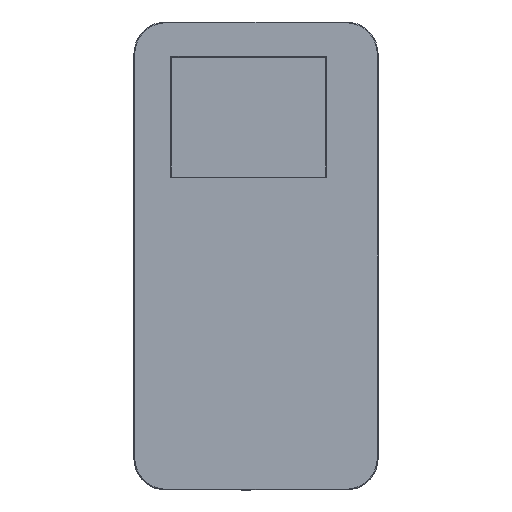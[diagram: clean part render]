
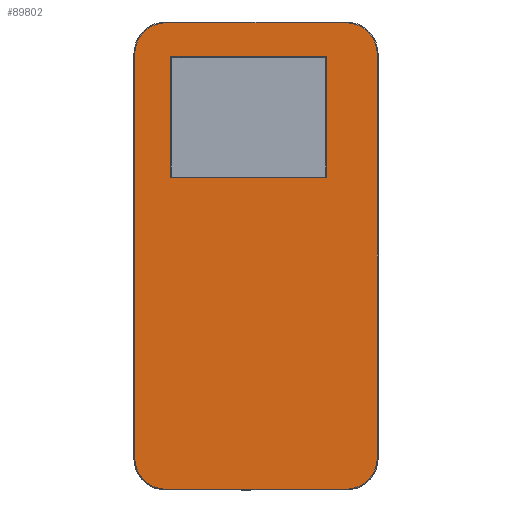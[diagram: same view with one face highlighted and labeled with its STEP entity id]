
A CAD part, front view. The second image highlights one B-rep face of the part: STEP entity #89802.
In plain terms, the highlighted planar face has unit normal (0, -1, 0).
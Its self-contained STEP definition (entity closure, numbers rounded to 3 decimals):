
#4019=FACE_BOUND('',#14649,.T.);
#5288=CIRCLE('',#95879,9.75);
#5289=CIRCLE('',#95880,9.75);
#5290=CIRCLE('',#95881,9.75);
#5291=CIRCLE('',#95882,9.75);
#9201=FACE_OUTER_BOUND('',#14648,.T.);
#14648=EDGE_LOOP('',(#72449,#72450,#72451,#72452,#72453,#72454,#72455,#72456));
#14649=EDGE_LOOP('',(#72457,#72458,#72459,#72460));
#22265=LINE('',#169333,#31448);
#22271=LINE('',#169345,#31454);
#22348=LINE('',#169651,#31531);
#22351=LINE('',#169656,#31534);
#22354=LINE('',#169663,#31537);
#22355=LINE('',#169667,#31538);
#22356=LINE('',#169671,#31539);
#22357=LINE('',#169675,#31540);
#31448=VECTOR('',#112114,10.);
#31454=VECTOR('',#112124,10.);
#31531=VECTOR('',#112393,10.);
#31534=VECTOR('',#112398,10.);
#31537=VECTOR('',#112405,10.);
#31538=VECTOR('',#112408,10.);
#31539=VECTOR('',#112411,10.);
#31540=VECTOR('',#112414,10.);
#40215=VERTEX_POINT('',#169326);
#40218=VERTEX_POINT('',#169331);
#40222=VERTEX_POINT('',#169343);
#40309=VERTEX_POINT('',#169650);
#40311=VERTEX_POINT('',#169661);
#40312=VERTEX_POINT('',#169662);
#40313=VERTEX_POINT('',#169664);
#40314=VERTEX_POINT('',#169666);
#40315=VERTEX_POINT('',#169668);
#40316=VERTEX_POINT('',#169670);
#40317=VERTEX_POINT('',#169672);
#40318=VERTEX_POINT('',#169674);
#51177=EDGE_CURVE('',#40218,#40215,#22265,.T.);
#51183=EDGE_CURVE('',#40222,#40218,#22271,.T.);
#51314=EDGE_CURVE('',#40215,#40309,#22348,.T.);
#51317=EDGE_CURVE('',#40309,#40222,#22351,.T.);
#51320=EDGE_CURVE('',#40311,#40312,#22354,.T.);
#51321=EDGE_CURVE('',#40313,#40311,#5288,.T.);
#51322=EDGE_CURVE('',#40314,#40313,#22355,.T.);
#51323=EDGE_CURVE('',#40315,#40314,#5289,.T.);
#51324=EDGE_CURVE('',#40316,#40315,#22356,.T.);
#51325=EDGE_CURVE('',#40317,#40316,#5290,.T.);
#51326=EDGE_CURVE('',#40318,#40317,#22357,.T.);
#51327=EDGE_CURVE('',#40312,#40318,#5291,.T.);
#72449=ORIENTED_EDGE('',*,*,#51320,.F.);
#72450=ORIENTED_EDGE('',*,*,#51321,.F.);
#72451=ORIENTED_EDGE('',*,*,#51322,.F.);
#72452=ORIENTED_EDGE('',*,*,#51323,.F.);
#72453=ORIENTED_EDGE('',*,*,#51324,.F.);
#72454=ORIENTED_EDGE('',*,*,#51325,.F.);
#72455=ORIENTED_EDGE('',*,*,#51326,.F.);
#72456=ORIENTED_EDGE('',*,*,#51327,.F.);
#72457=ORIENTED_EDGE('',*,*,#51183,.F.);
#72458=ORIENTED_EDGE('',*,*,#51317,.F.);
#72459=ORIENTED_EDGE('',*,*,#51314,.F.);
#72460=ORIENTED_EDGE('',*,*,#51177,.F.);
#82062=PLANE('',#95878);
#89802=ADVANCED_FACE('',(#9201,#4019),#82062,.T.);
#95878=AXIS2_PLACEMENT_3D('',#169660,#112403,#112404);
#95879=AXIS2_PLACEMENT_3D('',#169665,#112406,#112407);
#95880=AXIS2_PLACEMENT_3D('',#169669,#112409,#112410);
#95881=AXIS2_PLACEMENT_3D('',#169673,#112412,#112413);
#95882=AXIS2_PLACEMENT_3D('',#169676,#112415,#112416);
#112114=DIRECTION('',(0.,0.,1.));
#112124=DIRECTION('',(1.,0.,0.));
#112393=DIRECTION('',(-1.,0.,0.));
#112398=DIRECTION('',(0.,0.,-1.));
#112403=DIRECTION('center_axis',(0.,-1.,0.));
#112404=DIRECTION('ref_axis',(0.,0.,-1.));
#112405=DIRECTION('',(0.,0.,-1.));
#112406=DIRECTION('center_axis',(0.,1.,0.));
#112407=DIRECTION('ref_axis',(1.,0.,0.));
#112408=DIRECTION('',(1.,0.,0.));
#112409=DIRECTION('center_axis',(0.,1.,0.));
#112410=DIRECTION('ref_axis',(-1.,0.,0.));
#112411=DIRECTION('',(0.,0.,1.));
#112412=DIRECTION('center_axis',(0.,1.,0.));
#112413=DIRECTION('ref_axis',(-1.,0.,0.));
#112414=DIRECTION('',(-1.,0.,0.));
#112415=DIRECTION('center_axis',(0.,1.,0.));
#112416=DIRECTION('ref_axis',(1.,0.,0.));
#169326=CARTESIAN_POINT('',(19.85,-12.6,109.31));
#169331=CARTESIAN_POINT('',(19.85,-12.6,71.21));
#169333=CARTESIAN_POINT('',(19.85,-12.6,58.968));
#169343=CARTESIAN_POINT('',(-28.9,-12.6,71.21));
#169345=CARTESIAN_POINT('',(-15.45,-12.6,71.21));
#169650=CARTESIAN_POINT('',(-28.9,-12.6,109.31));
#169651=CARTESIAN_POINT('',(11.05,-12.6,109.31));
#169656=CARTESIAN_POINT('',(-28.9,-12.6,77.893));
#169660=CARTESIAN_POINT('Origin',(-2.25,-12.6,46.726));
#169661=CARTESIAN_POINT('',(35.75,-12.6,110.07));
#169662=CARTESIAN_POINT('',(35.75,-12.6,-16.618));
#169663=CARTESIAN_POINT('',(35.75,-12.6,10.054));
#169664=CARTESIAN_POINT('',(26.,-12.6,119.82));
#169665=CARTESIAN_POINT('Origin',(26.,-12.6,110.07));
#169666=CARTESIAN_POINT('',(-30.5,-12.6,119.82));
#169667=CARTESIAN_POINT('',(16.875,-12.6,119.82));
#169668=CARTESIAN_POINT('',(-40.25,-12.6,110.07));
#169669=CARTESIAN_POINT('Origin',(-30.5,-12.6,110.07));
#169670=CARTESIAN_POINT('',(-40.25,-12.6,-16.618));
#169671=CARTESIAN_POINT('',(-40.25,-12.6,83.398));
#169672=CARTESIAN_POINT('',(-30.5,-12.6,-26.368));
#169673=CARTESIAN_POINT('Origin',(-30.5,-12.6,-16.618));
#169674=CARTESIAN_POINT('',(26.,-12.6,-26.368));
#169675=CARTESIAN_POINT('',(-21.375,-12.6,-26.368));
#169676=CARTESIAN_POINT('Origin',(26.,-12.6,-16.618));
